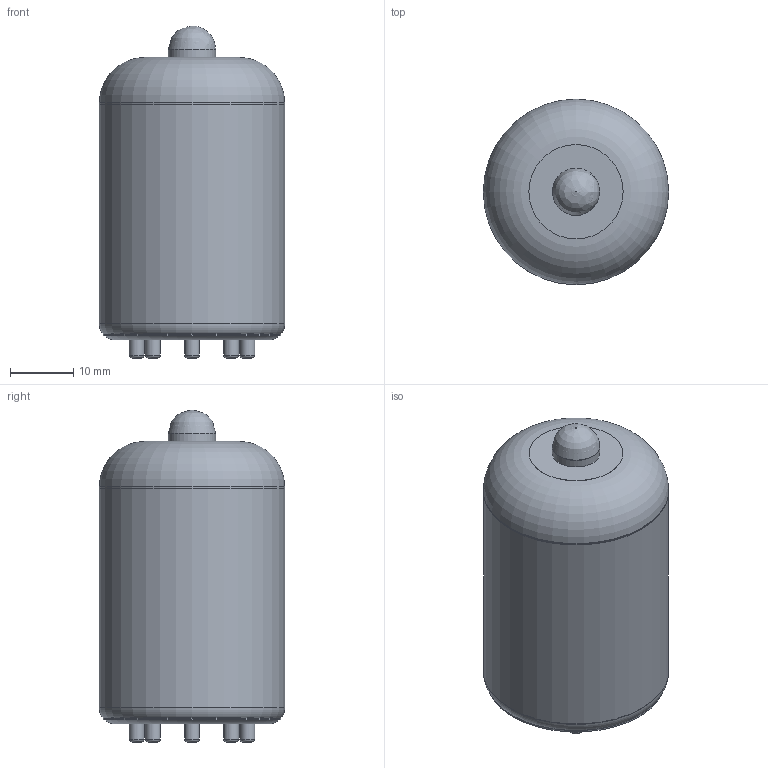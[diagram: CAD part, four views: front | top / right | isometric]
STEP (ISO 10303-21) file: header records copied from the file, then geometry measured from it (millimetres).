
FILE_DESCRIPTION(/* description */ ('model of Valve_Tube_Octal-K8A-D17.45mm_Pin'),/* implementation_level */ '2;1');
FILE_NAME(/* name */ 'Valve_Tube_Octal-K8A-D17.45mm_Pin.step',/* time_stamp */ '2018-11-25T10:56:00',/* author */ ('kicad StepUp','ksu'),/* organization */ ('FreeCAD'),/* preprocessor_version */ 'OCC',/* originating_system */ 'kicad StepUp',/* authorisation */ '');
FILE_SCHEMA(('AUTOMOTIVE_DESIGN { 1 0 10303 214 1 1 1 1 }'));
Length unit declared in the file: millimetre
Products named in the file (1): Valve_Tube_Octal_K8A_D1745mm_Pin
Bounding box: 29.2 x 29.2 x 52.3 mm (x, y, z)
Volume: 4598.3 mm3; surface area: 13017.7 mm2
Topology: 1 solids, 3 shells, 95 faces, 174 edges, 104 vertices
Faces by surface type: cylinder 38, plane 37, torus 14, revolution 5, offset 1
Full cylindrical faces by diameter (mm): 1 x6, 2.36 x16, 7.25 x1, 7.45 x1, 28 x2, 29 x2, 29.2 x2
Entity records: 3295 total; most frequent: CARTESIAN_POINT 661, DIRECTION 456, ORIENTED_EDGE 342, AXIS2_PLACEMENT_3D 196, EDGE_CURVE 171, FACE_BOUND 123, EDGE_LOOP 123, VERTEX_POINT 104
